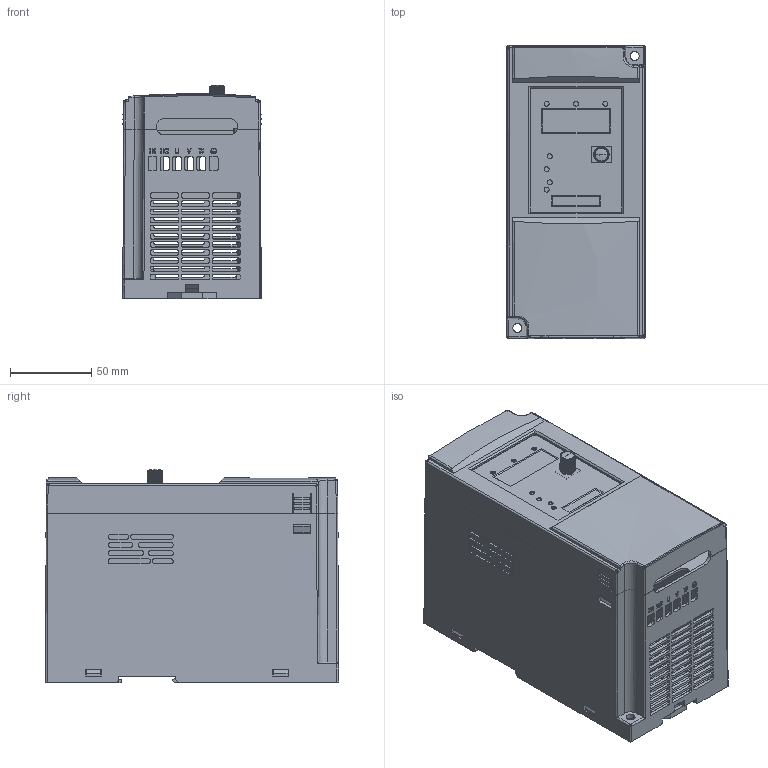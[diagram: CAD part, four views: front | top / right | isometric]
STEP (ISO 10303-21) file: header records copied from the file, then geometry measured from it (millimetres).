
FILE_DESCRIPTION (( 'STEP AP214' ), '1' );
FILE_NAME ('AT20-3.7KW~5.5KW_2.STEP', '2025-10-23T12:06:19', ( 'KTP' ), ( '' ), 'SwSTEP 2.0', 'SolidWorks 2021', '' );
FILE_SCHEMA (( 'AUTOMOTIVE_DESIGN' ));
Length unit declared in the file: millimetre
Products named in the file (6): AT20-3.7KW~5.5KW_14; AT20-3.7KW~5.5KW_11; AT20-3.7KW~5.5KW_2; AT20-3.7KW~5.5KW_10; AT20-3.7KW~5.5KW_13; AT20-3.7KW~5.5KW_12
Assembly tree (5 placements, depth 2):
  AT20-3.7KW~5.5KW_2
    AT20-3.7KW~5.5KW_10
    AT20-3.7KW~5.5KW_11
    AT20-3.7KW~5.5KW_12
    AT20-3.7KW~5.5KW_13
    AT20-3.7KW~5.5KW_14
Bounding box: 85.08 x 180.08 x 130.9 mm (x, y, z)
Volume: 184889.1 mm3; surface area: 273077.9 mm2
Topology: 12 solids, 21 shells, 4139 faces, 11943 edges, 7391 vertices
Faces by surface type: plane 2572, bspline 1559, cylinder 8
Entity records: 193297 total; most frequent: CARTESIAN_POINT 103333, ORIENTED_EDGE 22965, EDGE_CURVE 11498, DIRECTION 11188, VERTEX_POINT 7391, B_SPLINE_CURVE_WITH_KNOTS 6285, EDGE_LOOP 4566, VECTOR 4262
